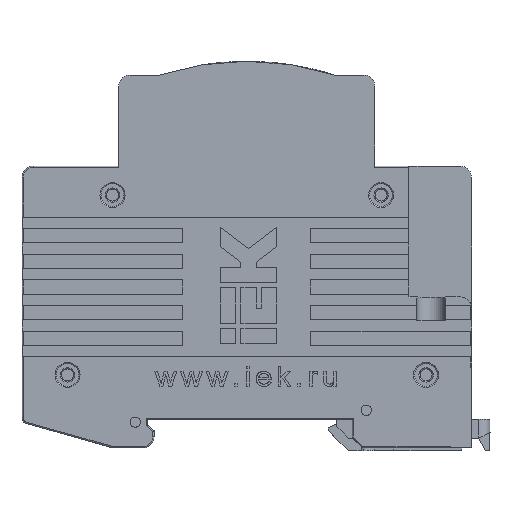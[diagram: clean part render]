
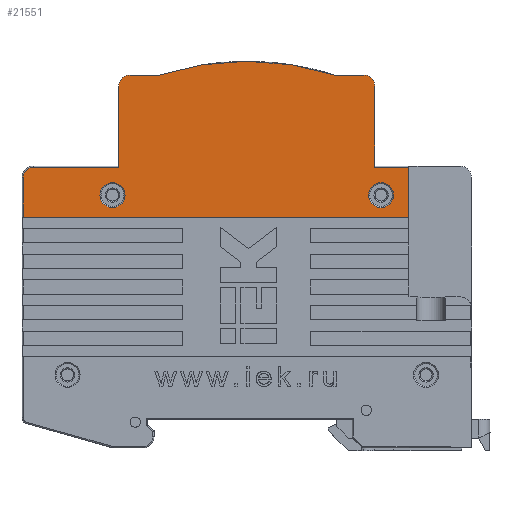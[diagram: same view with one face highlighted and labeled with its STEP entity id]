
A CAD part, top view. The second image highlights one B-rep face of the part: STEP entity #21551.
In plain terms, the highlighted planar face has unit normal (0, 0, 1).
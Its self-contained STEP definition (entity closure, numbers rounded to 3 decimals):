
#150 = ORIENTED_EDGE ( 'NONE', *, *, #33767, .F. ) ;
#157 = LINE ( 'NONE', #29219, #413 ) ;
#413 = VECTOR ( 'NONE', #35288, 1000. ) ;
#536 = DIRECTION ( 'NONE',  ( -1., 0., 0. ) ) ;
#632 = VECTOR ( 'NONE', #9030, 1000. ) ;
#926 = CARTESIAN_POINT ( 'NONE',  ( 32.3, -21.2, 8.9 ) ) ;
#1564 = EDGE_LOOP ( 'NONE', ( #150 ) ) ;
#1583 = CARTESIAN_POINT ( 'NONE',  ( -31., 1.8, 8.9 ) ) ;
#2007 = CARTESIAN_POINT ( 'NONE',  ( 32.3, -12.4, 8.9 ) ) ;
#2273 = DIRECTION ( 'NONE',  ( 0., 1., 0. ) ) ;
#2317 = CARTESIAN_POINT ( 'NONE',  ( 14., -13.2, 8.9 ) ) ;
#2506 = CIRCLE ( 'NONE', #37983, 2.2 ) ;
#2568 = EDGE_CURVE ( 'NONE', #28297, #25099, #22695, .T. ) ;
#4241 = CARTESIAN_POINT ( 'NONE',  ( 20., -12.4, 8.9 ) ) ;
#4374 = EDGE_LOOP ( 'NONE', ( #22617 ) ) ;
#4442 = EDGE_CURVE ( 'NONE', #5122, #24927, #17097, .T. ) ;
#5122 = VERTEX_POINT ( 'NONE', #5371 ) ;
#5371 = CARTESIAN_POINT ( 'NONE',  ( -23.895, 3.8, 8.9 ) ) ;
#5635 = VECTOR ( 'NONE', #23607, 1000. ) ;
#5811 = DIRECTION ( 'NONE',  ( 1., 0., 0. ) ) ;
#5868 = DIRECTION ( 'NONE',  ( 0., 0., 1. ) ) ;
#5908 = CARTESIAN_POINT ( 'NONE',  ( -32.1, -17.3, 8.9 ) ) ;
#6631 = AXIS2_PLACEMENT_3D ( 'NONE', #33481, #33815, #34826 ) ;
#6650 = VECTOR ( 'NONE', #26294, 1000. ) ;
#7150 = ORIENTED_EDGE ( 'NONE', *, *, #18217, .T. ) ;
#7498 = EDGE_CURVE ( 'NONE', #26566, #15310, #30885, .T. ) ;
#8107 = CARTESIAN_POINT ( 'NONE',  ( 6.898, 3.8, 8.9 ) ) ;
#8894 = ORIENTED_EDGE ( 'NONE', *, *, #4442, .F. ) ;
#9030 = DIRECTION ( 'NONE',  ( 0., 1., 0. ) ) ;
#9653 = EDGE_CURVE ( 'NONE', #18265, #18265, #2506, .T. ) ;
#9824 = CARTESIAN_POINT ( 'NONE',  ( -47.8, -21.2, 8.9 ) ) ;
#9845 = EDGE_CURVE ( 'NONE', #28297, #22880, #21495, .T. ) ;
#10055 = ORIENTED_EDGE ( 'NONE', *, *, #33081, .F. ) ;
#10596 = CARTESIAN_POINT ( 'NONE',  ( -46., -12.4, 8.9 ) ) ;
#10692 = CARTESIAN_POINT ( 'NONE',  ( -47.8, -14.2, 8.9 ) ) ;
#10823 = CARTESIAN_POINT ( 'NONE',  ( -47.8, -13.146, 8.9 ) ) ;
#11053 = CARTESIAN_POINT ( 'NONE',  ( -47.054, -12.4, 8.9 ) ) ;
#11254 = CARTESIAN_POINT ( 'NONE',  ( -46., -12.4, 8.9 ) ) ;
#11405 = ORIENTED_EDGE ( 'NONE', *, *, #33027, .T. ) ;
#11865 = ORIENTED_EDGE ( 'NONE', *, *, #9845, .T. ) ;
#11966 = AXIS2_PLACEMENT_3D ( 'NONE', #20771, #20725, #20720 ) ;
#12094 = CARTESIAN_POINT ( 'NONE',  ( -31., -12.4, 8.9 ) ) ;
#13917 = CARTESIAN_POINT ( 'NONE',  ( -29.9, -17.3, 8.9 ) ) ;
#14149 = CARTESIAN_POINT ( 'NONE',  ( -47.8, -14.2, 8.9 ) ) ;
#14799 = EDGE_CURVE ( 'NONE', #22880, #26325, #19815, .T. ) ;
#15310 = VERTEX_POINT ( 'NONE', #9824 ) ;
#15983 = ORIENTED_EDGE ( 'NONE', *, *, #14799, .T. ) ;
#16132 = CARTESIAN_POINT ( 'NONE',  ( 14., 1.8, 8.9 ) ) ;
#16540 = VERTEX_POINT ( 'NONE', #31750 ) ;
#17097 = CIRCLE ( 'NONE', #20770, 50.2 ) ;
#17232 = EDGE_CURVE ( 'NONE', #24927, #26325, #38838, .T. ) ;
#17567 = CARTESIAN_POINT ( 'NONE',  ( 15.1, -17.3, 8.9 ) ) ;
#17591 = DIRECTION ( 'NONE',  ( 1., 0., 0. ) ) ;
#17605 = EDGE_CURVE ( 'NONE', #35943, #34850, #33746, .T. ) ;
#17618 = CARTESIAN_POINT ( 'NONE',  ( -31., 3.8, 8.9 ) ) ;
#18202 = VECTOR ( 'NONE', #17591, 1000. ) ;
#18217 = EDGE_CURVE ( 'NONE', #16540, #22694, #23317, .T. ) ;
#18265 = VERTEX_POINT ( 'NONE', #13917 ) ;
#18918 = EDGE_LOOP ( 'NONE', ( #11865, #15983, #31501, #8894, #19055, #7150, #23278, #34824, #32080, #10055, #36642, #11405, #19774 ) ) ;
#19055 = ORIENTED_EDGE ( 'NONE', *, *, #24024, .F. ) ;
#19208 = VECTOR ( 'NONE', #2273, 1000. ) ;
#19696 = FACE_OUTER_BOUND ( 'NONE', #18918, .T. ) ;
#19774 = ORIENTED_EDGE ( 'NONE', *, *, #2568, .F. ) ;
#19815 = CIRCLE ( 'NONE', #11966, 2. ) ;
#20046 = AXIS2_PLACEMENT_3D ( 'NONE', #17567, #38526, #20551 ) ;
#20551 = DIRECTION ( 'NONE',  ( 1., 0., 0. ) ) ;
#20572 = DIRECTION ( 'NONE',  ( -1., 0., 0. ) ) ;
#20613 = DIRECTION ( 'NONE',  ( 0., 0., -1. ) ) ;
#20696 = CARTESIAN_POINT ( 'NONE',  ( -8.499, -43.981, 8.9 ) ) ;
#20720 = DIRECTION ( 'NONE',  ( -1., 0., 0. ) ) ;
#20725 = DIRECTION ( 'NONE',  ( 0., 0., 1. ) ) ;
#20770 = AXIS2_PLACEMENT_3D ( 'NONE', #20696, #20613, #20572 ) ;
#20771 = CARTESIAN_POINT ( 'NONE',  ( 12., 1.8, 8.9 ) ) ;
#20802 = DIRECTION ( 'NONE',  ( 1., 0., 0. ) ) ;
#21450 = FACE_BOUND ( 'NONE', #1564, .T. ) ;
#21495 = LINE ( 'NONE', #2317, #19208 ) ;
#21551 = ADVANCED_FACE ( 'NONE', ( #19696, #23725, #21450 ), #24669, .F. ) ;
#22617 = ORIENTED_EDGE ( 'NONE', *, *, #9653, .F. ) ;
#22694 = VERTEX_POINT ( 'NONE', #1583 ) ;
#22695 = LINE ( 'NONE', #2007, #27143 ) ;
#22880 = VERTEX_POINT ( 'NONE', #16132 ) ;
#23278 = ORIENTED_EDGE ( 'NONE', *, *, #36565, .F. ) ;
#23317 = CIRCLE ( 'NONE', #6631, 2. ) ;
#23505 = LINE ( 'NONE', #26888, #632 ) ;
#23607 = DIRECTION ( 'NONE',  ( 0., 1., 0. ) ) ;
#23725 = FACE_BOUND ( 'NONE', #4374, .T. ) ;
#24024 = EDGE_CURVE ( 'NONE', #16540, #5122, #26222, .T. ) ;
#24580 = DIRECTION ( 'NONE',  ( -1., 0., 0. ) ) ;
#24592 = DIRECTION ( 'NONE',  ( 0., 0., -1. ) ) ;
#24669 = PLANE ( 'NONE',  #29551 ) ;
#24752 = CARTESIAN_POINT ( 'NONE',  ( 32.3, -20.2, 8.9 ) ) ;
#24819 = DIRECTION ( 'NONE',  ( 1., 0., 0. ) ) ;
#24927 = VERTEX_POINT ( 'NONE', #8107 ) ;
#25099 = VERTEX_POINT ( 'NONE', #4241 ) ;
#26214 = CARTESIAN_POINT ( 'NONE',  ( -31., 3.8, 8.9 ) ) ;
#26222 = LINE ( 'NONE', #26214, #6650 ) ;
#26294 = DIRECTION ( 'NONE',  ( 1., 0., 0. ) ) ;
#26325 = VERTEX_POINT ( 'NONE', #30744 ) ;
#26386 = CARTESIAN_POINT ( 'NONE',  ( 20., -21.2, 8.9 ) ) ;
#26566 = VERTEX_POINT ( 'NONE', #26386 ) ;
#26888 = CARTESIAN_POINT ( 'NONE',  ( -47.8, -20.2, 8.9 ) ) ;
#27143 = VECTOR ( 'NONE', #24819, 1000. ) ;
#28297 = VERTEX_POINT ( 'NONE', #29829 ) ;
#29219 = CARTESIAN_POINT ( 'NONE',  ( -31., -13.2, 8.9 ) ) ;
#29551 = AXIS2_PLACEMENT_3D ( 'NONE', #24752, #24592, #24580 ) ;
#29620 = VECTOR ( 'NONE', #536, 1000. ) ;
#29829 = CARTESIAN_POINT ( 'NONE',  ( 14., -12.4, 8.9 ) ) ;
#30744 = CARTESIAN_POINT ( 'NONE',  ( 12., 3.8, 8.9 ) ) ;
#30885 = LINE ( 'NONE', #926, #29620 ) ;
#31501 = ORIENTED_EDGE ( 'NONE', *, *, #17232, .F. ) ;
#31750 = CARTESIAN_POINT ( 'NONE',  ( -29., 3.8, 8.9 ) ) ;
#31885 = LINE ( 'NONE', #38585, #5635 ) ;
#32080 = ORIENTED_EDGE ( 'NONE', *, *, #17605, .F. ) ;
#32753 = CARTESIAN_POINT ( 'NONE',  ( 32.3, -12.4, 8.9 ) ) ;
#33027 = EDGE_CURVE ( 'NONE', #26566, #25099, #31885, .T. ) ;
#33081 = EDGE_CURVE ( 'NONE', #15310, #35943, #23505, .T. ) ;
#33481 = CARTESIAN_POINT ( 'NONE',  ( -29., 1.8, 8.9 ) ) ;
#33507 = VECTOR ( 'NONE', #20802, 1000. ) ;
#33543 = LINE ( 'NONE', #32753, #33507 ) ;
#33746 =( BOUNDED_CURVE ( )  B_SPLINE_CURVE ( 3, ( #10692, #10823, #11053, #10596 ),
 .UNSPECIFIED., .F., .F. ) 
 B_SPLINE_CURVE_WITH_KNOTS ( ( 4, 4 ),
 ( 0., 1. ),
 .UNSPECIFIED. ) 
 CURVE ( )  GEOMETRIC_REPRESENTATION_ITEM ( )  RATIONAL_B_SPLINE_CURVE ( ( 1., 0.805, 0.805, 1. ) ) 
 REPRESENTATION_ITEM ( '' )  );
#33767 = EDGE_CURVE ( 'NONE', #37693, #37693, #34759, .T. ) ;
#33815 = DIRECTION ( 'NONE',  ( 0., 0., 1. ) ) ;
#33816 = EDGE_CURVE ( 'NONE', #34850, #37521, #33543, .T. ) ;
#34759 = CIRCLE ( 'NONE', #20046, 2.2 ) ;
#34824 = ORIENTED_EDGE ( 'NONE', *, *, #33816, .F. ) ;
#34826 = DIRECTION ( 'NONE',  ( -1., 0., 0. ) ) ;
#34850 = VERTEX_POINT ( 'NONE', #11254 ) ;
#35288 = DIRECTION ( 'NONE',  ( 0., 1., 0. ) ) ;
#35943 = VERTEX_POINT ( 'NONE', #14149 ) ;
#36565 = EDGE_CURVE ( 'NONE', #37521, #22694, #157, .T. ) ;
#36642 = ORIENTED_EDGE ( 'NONE', *, *, #7498, .F. ) ;
#37521 = VERTEX_POINT ( 'NONE', #12094 ) ;
#37693 = VERTEX_POINT ( 'NONE', #38155 ) ;
#37983 = AXIS2_PLACEMENT_3D ( 'NONE', #5908, #5868, #5811 ) ;
#38155 = CARTESIAN_POINT ( 'NONE',  ( 17.3, -17.3, 8.9 ) ) ;
#38526 = DIRECTION ( 'NONE',  ( 0., 0., 1. ) ) ;
#38585 = CARTESIAN_POINT ( 'NONE',  ( 20., -35.2, 8.9 ) ) ;
#38838 = LINE ( 'NONE', #17618, #18202 ) ;
